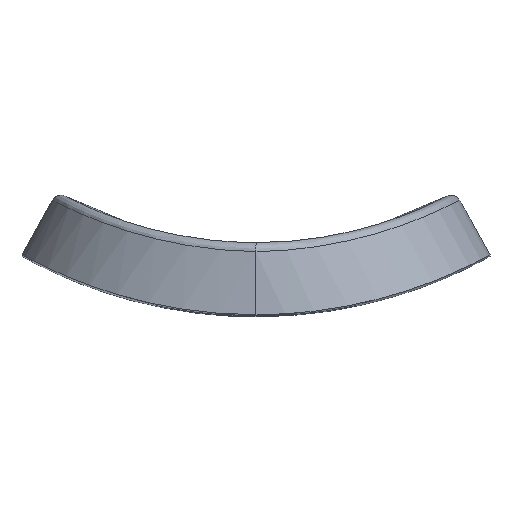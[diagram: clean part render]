
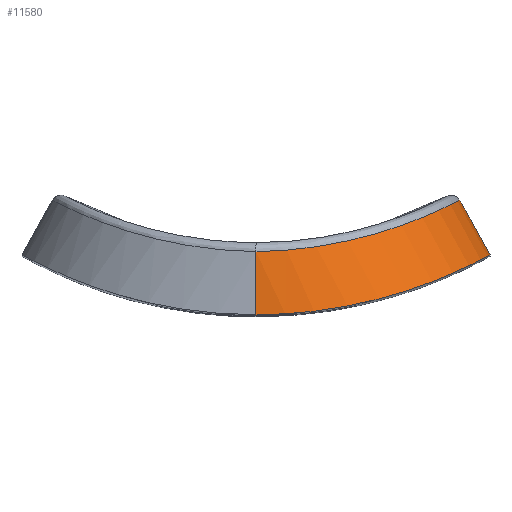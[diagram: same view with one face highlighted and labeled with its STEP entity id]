
A CAD part, top view. The second image highlights one B-rep face of the part: STEP entity #11580.
In plain terms, the highlighted cylindrical face has radius 12 mm (diameter 24 mm), a partial arc.
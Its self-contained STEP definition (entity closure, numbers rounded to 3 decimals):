
#1 = AXIS2_PLACEMENT_3D ( 'NONE', #10121, #8026, #2864 ) ;
#299 = CARTESIAN_POINT ( 'NONE',  ( 9.196, 5.278, 25.67 ) ) ;
#610 = CARTESIAN_POINT ( 'NONE',  ( 6.164, 0.765, 30.552 ) ) ;
#618 = CYLINDRICAL_SURFACE ( 'NONE', #1, 12. ) ;
#745 = CARTESIAN_POINT ( 'NONE',  ( 5.461, 0.595, 30.903 ) ) ;
#1414 = CARTESIAN_POINT ( 'NONE',  ( 0., 0., 32. ) ) ;
#1776 = CARTESIAN_POINT ( 'NONE',  ( 0., 3.231, 31.899 ) ) ;
#1783 = CARTESIAN_POINT ( 'NONE',  ( 10.455, 5.891, 20. ) ) ;
#2059 = CARTESIAN_POINT ( 'NONE',  ( 10.455, 5.891, 20.744 ) ) ;
#2372 = CARTESIAN_POINT ( 'NONE',  ( 9.493, 5.415, 25.013 ) ) ;
#2520 = CARTESIAN_POINT ( 'NONE',  ( 4.535, 3.749, 30.522 ) ) ;
#2783 = CARTESIAN_POINT ( 'NONE',  ( 12., 3.082, 20.813 ) ) ;
#2864 = DIRECTION ( 'NONE',  ( 0.876, 0.482, 0. ) ) ;
#2921 = CARTESIAN_POINT ( 'NONE',  ( 1.616, 0.04, 31.937 ) ) ;
#3006 = CARTESIAN_POINT ( 'NONE',  ( 5.468, 3.97, 29.959 ) ) ;
#3188 = EDGE_CURVE ( 'NONE', #10277, #12072, #5564, .T. ) ;
#3643 = CARTESIAN_POINT ( 'NONE',  ( 10.517, 2.325, 26.15 ) ) ;
#3718 = CARTESIAN_POINT ( 'NONE',  ( 2.886, 3.446, 31.266 ) ) ;
#4065 = CARTESIAN_POINT ( 'NONE',  ( 2.803, 0.155, 31.736 ) ) ;
#4223 = CARTESIAN_POINT ( 'NONE',  ( 10.394, 5.859, 21.476 ) ) ;
#4401 = CARTESIAN_POINT ( 'NONE',  ( 4.851, 3.82, 30.345 ) ) ;
#4478 = LINE ( 'NONE', #9128, #10560 ) ;
#4591 = CARTESIAN_POINT ( 'NONE',  ( 0., 1.081, 32. ) ) ;
#4738 = CARTESIAN_POINT ( 'NONE',  ( 12., 3.082, 20. ) ) ;
#4767 = CARTESIAN_POINT ( 'NONE',  ( 1.824, 3.329, 31.57 ) ) ;
#5310 = B_SPLINE_CURVE_WITH_KNOTS ( 'NONE', 3,
 ( #4738, #2783, #12241, #12139, #8942, #8894, #13134, #11035, #3643, #13187, #6938, #10989, #12092, #5820, #6891, #610, #745, #7216, #11276, #11358, #4065, #2921, #8131, #13406 ),
 .UNSPECIFIED., .F., .F.,
 ( 4, 2, 2, 2, 2, 2, 2, 2, 2, 2, 2, 4 ),
 ( 0., 0.002, 0.004, 0.005, 0.007, 0.008, 0.01, 0.012, 0.014, 0.016, 0.017, 0.019 ),
 .UNSPECIFIED. ) ;
#5564 =( BOUNDED_CURVE ( )  B_SPLINE_CURVE ( 3, ( #1414, #4591, #8832, #8923 ),
 .UNSPECIFIED., .F., .F. ) 
 B_SPLINE_CURVE_WITH_KNOTS ( ( 4, 4 ),
 ( 4.712, 4.843 ),
 .UNSPECIFIED. ) 
 CURVE ( )  GEOMETRIC_REPRESENTATION_ITEM ( )  RATIONAL_B_SPLINE_CURVE ( ( 1., 0.999, 0.999, 1. ) ) 
 REPRESENTATION_ITEM ( '' )  );
#5647 = B_SPLINE_CURVE_WITH_KNOTS ( 'NONE', 3,
 ( #11475, #2059, #4223, #11565, #9546, #8520, #7512, #2372, #299, #9729, #7698, #6048, #12372, #6087, #13403, #9298, #3006, #4401, #2520, #12903, #3718, #4767, #13166, #13430, #9283, #13349 ),
 .UNSPECIFIED., .F., .F.,
 ( 4, 2, 2, 2, 2, 2, 2, 2, 2, 2, 2, 2, 4 ),
 ( 0., 0.002, 0.003, 0.004, 0.007, 0.008, 0.009, 0.011, 0.012, 0.013, 0.015, 0.016, 0.018 ),
 .UNSPECIFIED. ) ;
#5820 = CARTESIAN_POINT ( 'NONE',  ( 8.097, 1.346, 29.202 ) ) ;
#5979 = EDGE_CURVE ( 'NONE', #8871, #10512, #4478, .T. ) ;
#5996 = CARTESIAN_POINT ( 'NONE',  ( 0., 0., 32. ) ) ;
#6048 = CARTESIAN_POINT ( 'NONE',  ( 8.056, 4.805, 27.5 ) ) ;
#6087 = CARTESIAN_POINT ( 'NONE',  ( 7.131, 4.464, 28.601 ) ) ;
#6500 = ORIENTED_EDGE ( 'NONE', *, *, #5979, .F. ) ;
#6891 = CARTESIAN_POINT ( 'NONE',  ( 7.494, 1.144, 29.694 ) ) ;
#6938 = CARTESIAN_POINT ( 'NONE',  ( 9.659, 1.948, 27.467 ) ) ;
#7216 = CARTESIAN_POINT ( 'NONE',  ( 4.353, 0.381, 31.321 ) ) ;
#7263 = EDGE_CURVE ( 'NONE', #8871, #12072, #5647, .T. ) ;
#7512 = CARTESIAN_POINT ( 'NONE',  ( 9.854, 5.588, 23.978 ) ) ;
#7698 = CARTESIAN_POINT ( 'NONE',  ( 8.472, 4.97, 26.91 ) ) ;
#8026 = DIRECTION ( 'NONE',  ( 0.482, -0.876, 0. ) ) ;
#8131 = CARTESIAN_POINT ( 'NONE',  ( 0.813, 0., 32. ) ) ;
#8520 = CARTESIAN_POINT ( 'NONE',  ( 9.96, 5.64, 23.624 ) ) ;
#8527 = CARTESIAN_POINT ( 'NONE',  ( 12., 3.082, 20. ) ) ;
#8534 = FACE_OUTER_BOUND ( 'NONE', #10866, .T. ) ;
#8832 = CARTESIAN_POINT ( 'NONE',  ( 0., 2.16, 31.966 ) ) ;
#8871 = VERTEX_POINT ( 'NONE', #1783 ) ;
#8894 = CARTESIAN_POINT ( 'NONE',  ( 11.415, 2.77, 23.954 ) ) ;
#8923 = CARTESIAN_POINT ( 'NONE',  ( 0., 3.231, 31.899 ) ) ;
#8942 = CARTESIAN_POINT ( 'NONE',  ( 11.628, 2.882, 23.181 ) ) ;
#9128 = CARTESIAN_POINT ( 'NONE',  ( 12., 3.082, 20. ) ) ;
#9283 = CARTESIAN_POINT ( 'NONE',  ( 0.369, 3.237, 31.856 ) ) ;
#9298 = CARTESIAN_POINT ( 'NONE',  ( 5.765, 4.05, 29.752 ) ) ;
#9546 = CARTESIAN_POINT ( 'NONE',  ( 10.14, 5.73, 22.915 ) ) ;
#9596 = ORIENTED_EDGE ( 'NONE', *, *, #10059, .F. ) ;
#9729 = CARTESIAN_POINT ( 'NONE',  ( 8.664, 5.05, 26.606 ) ) ;
#10059 = EDGE_CURVE ( 'NONE', #10512, #10277, #5310, .T. ) ;
#10121 = CARTESIAN_POINT ( 'NONE',  ( -10.515, 19.117, 20. ) ) ;
#10277 = VERTEX_POINT ( 'NONE', #5996 ) ;
#10512 = VERTEX_POINT ( 'NONE', #8527 ) ;
#10560 = VECTOR ( 'NONE', #13334, 1000. ) ;
#10866 = EDGE_LOOP ( 'NONE', ( #6500, #11775, #11851, #9596 ) ) ;
#10989 = CARTESIAN_POINT ( 'NONE',  ( 9.172, 1.749, 28.082 ) ) ;
#11035 = CARTESIAN_POINT ( 'NONE',  ( 10.865, 2.493, 25.449 ) ) ;
#11276 = CARTESIAN_POINT ( 'NONE',  ( 3.974, 0.316, 31.443 ) ) ;
#11358 = CARTESIAN_POINT ( 'NONE',  ( 3.198, 0.203, 31.65 ) ) ;
#11475 = CARTESIAN_POINT ( 'NONE',  ( 10.455, 5.891, 20. ) ) ;
#11565 = CARTESIAN_POINT ( 'NONE',  ( 10.215, 5.768, 22.557 ) ) ;
#11580 = ADVANCED_FACE ( 'NONE', ( #8534 ), #618, .T. ) ;
#11775 = ORIENTED_EDGE ( 'NONE', *, *, #7263, .T. ) ;
#11851 = ORIENTED_EDGE ( 'NONE', *, *, #3188, .F. ) ;
#12072 = VERTEX_POINT ( 'NONE', #1776 ) ;
#12092 = CARTESIAN_POINT ( 'NONE',  ( 8.914, 1.648, 28.374 ) ) ;
#12139 = CARTESIAN_POINT ( 'NONE',  ( 11.717, 2.929, 22.792 ) ) ;
#12241 = CARTESIAN_POINT ( 'NONE',  ( 11.928, 3.043, 21.613 ) ) ;
#12372 = CARTESIAN_POINT ( 'NONE',  ( 7.833, 4.719, 27.787 ) ) ;
#12903 = CARTESIAN_POINT ( 'NONE',  ( 3.563, 3.554, 31.006 ) ) ;
#13134 = CARTESIAN_POINT ( 'NONE',  ( 11.29, 2.706, 24.337 ) ) ;
#13166 = CARTESIAN_POINT ( 'NONE',  ( 1.462, 3.297, 31.657 ) ) ;
#13187 = CARTESIAN_POINT ( 'NONE',  ( 9.888, 2.046, 27.144 ) ) ;
#13334 = DIRECTION ( 'NONE',  ( 0.482, -0.876, 0. ) ) ;
#13349 = CARTESIAN_POINT ( 'NONE',  ( 0., 3.231, 31.899 ) ) ;
#13403 = CARTESIAN_POINT ( 'NONE',  ( 6.615, 4.293, 29.092 ) ) ;
#13406 = CARTESIAN_POINT ( 'NONE',  ( 0., 0., 32. ) ) ;
#13430 = CARTESIAN_POINT ( 'NONE',  ( 0.736, 3.251, 31.799 ) ) ;
